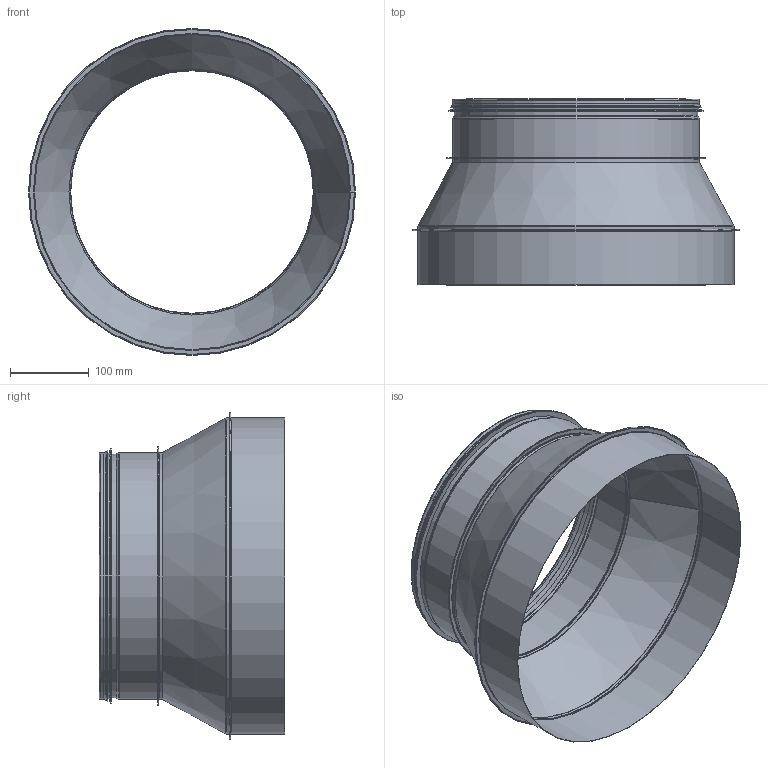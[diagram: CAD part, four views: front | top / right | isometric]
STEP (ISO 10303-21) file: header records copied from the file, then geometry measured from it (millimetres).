
FILE_DESCRIPTION((''),'2;1');
FILE_NAME('HFCM_400-315.stp','2014-02-19T14:10:54',(''),(''),'Autodesk Inventor 2013','Autodesk Inventor 2013','');
FILE_SCHEMA(('AUTOMOTIVE_DESIGN { 1 2 10303 214 0 1 1 1 }'));
Length unit declared in the file: millimetre
Products named in the file (6): HFCM_400-315; MuffMedFals-400; KonFallsadHFCM_400-315; StosMedFals-315; StosMedFalsRörämne-315; 999008
Assembly tree (5 placements, depth 3):
  HFCM_400-315
    MuffMedFals-400
    KonFallsadHFCM_400-315
    StosMedFals-315
      StosMedFalsRörämne-315
      999008
Bounding box: 415.5 x 235.99 x 415.5 mm (x, y, z)
Volume: 209495.9 mm3; surface area: 706537 mm2
Topology: 4 solids, 4 shells, 131 faces, 259 edges, 139 vertices
Faces by surface type: plane 71, torus 30, cylinder 22, cone 8
Full cylindrical faces by diameter (mm): 308.05 x1, 309.05 x1, 310.25 x1, 312.65 x1, 312.85 x5, 313.85 x3, 316.85 x1, 319.25 x1, 324.25 x1, 327.85 x1, 400.5 x2, 401.5 x1, 401.7 x1, 403.5 x1, 412.7 x1
Entity records: 3549 total; most frequent: DIRECTION 656, CARTESIAN_POINT 526, ORIENTED_EDGE 490, AXIS2_PLACEMENT_3D 269, EDGE_CURVE 245, EDGE_LOOP 150, VERTEX_POINT 139, STYLED_ITEM 135
